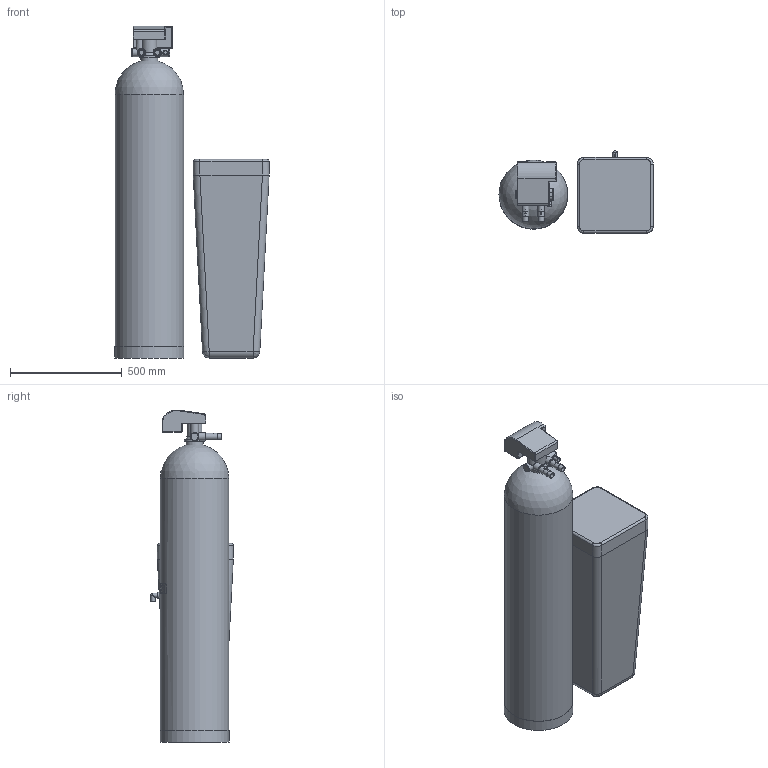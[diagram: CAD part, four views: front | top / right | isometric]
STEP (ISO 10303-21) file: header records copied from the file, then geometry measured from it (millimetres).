
FILE_DESCRIPTION(('STEP AP203'), '1');
FILE_NAME('栖闉罻 42', '2017-08-02T18:58:39', ('UNSPECIFIED'), ('UNSPECIFIED'), 'ASCON STEP Converter 1.3', 'ASCON Math Kernel', '');
FILE_SCHEMA(('CONFIG_CONTROL_DESIGN'));
Length unit declared in the file: millimetre
Assembly tree (2 placements, depth 2):
  (unnamed)
    (unnamed)
    (unnamed)
Bounding box: 690.92 x 370 x 1487.68 mm (x, y, z)
Volume: 178011556.9 mm3; surface area: 2727730.3 mm2
Topology: 2 solids, 2 shells, 641 faces, 1733 edges, 1129 vertices
Faces by surface type: cylinder 434, plane 169, torus 17, bspline 16, sphere 3, cone 2
Full cylindrical faces by diameter (mm): 16 x1, 20 x3, 22 x2, 25 x1, 26 x2, 30 x2, 36 x3, 38 x2, 76 x1, 90 x1, 307 x1, 309 x1
Entity records: 33477 total; most frequent: CARTESIAN_POINT 12715, ORIENTED_EDGE 3400, DIRECTION 3045, EDGE_CURVE 1700, AXIS2_PLACEMENT_3D 1169, VERTEX_POINT 1129, EDGE_LOOP 707, LINE 707
